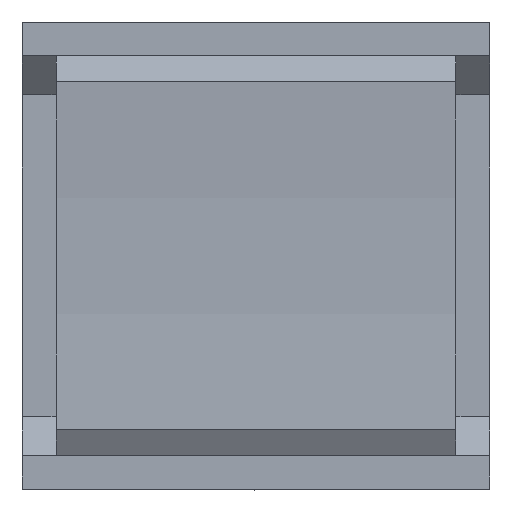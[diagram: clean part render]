
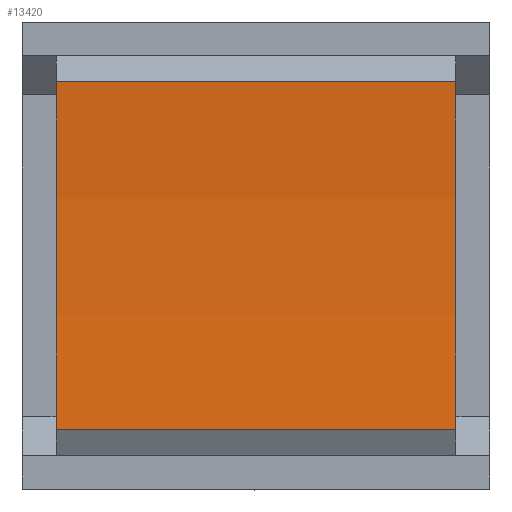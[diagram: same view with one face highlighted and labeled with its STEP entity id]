
A CAD part, top view. The second image highlights one B-rep face of the part: STEP entity #13420.
In plain terms, the highlighted cylindrical face has radius 74.967 mm (diameter 149.933 mm), a partial arc.
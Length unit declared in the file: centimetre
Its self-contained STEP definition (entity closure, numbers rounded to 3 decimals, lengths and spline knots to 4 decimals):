
#365=CYLINDRICAL_SURFACE('',#14453,7.4967);
#719=CIRCLE('',#14451,7.4967);
#720=CIRCLE('',#14454,7.4967);
#1402=FACE_OUTER_BOUND('',#2125,.T.);
#2125=EDGE_LOOP('',(#12212,#12213,#12214,#12215));
#3586=LINE('',#22573,#5049);
#3589=LINE('',#22581,#5052);
#5049=VECTOR('',#17939,1.);
#5052=VECTOR('',#17948,1.);
#6340=VERTEX_POINT('',#22569);
#6341=VERTEX_POINT('',#22571);
#6342=VERTEX_POINT('',#22575);
#6343=VERTEX_POINT('',#22579);
#8298=EDGE_CURVE('',#6341,#6340,#3586,.T.);
#8300=EDGE_CURVE('',#6342,#6341,#719,.T.);
#8302=EDGE_CURVE('',#6343,#6342,#3589,.T.);
#8303=EDGE_CURVE('',#6340,#6343,#720,.T.);
#12212=ORIENTED_EDGE('',*,*,#8303,.F.);
#12213=ORIENTED_EDGE('',*,*,#8298,.F.);
#12214=ORIENTED_EDGE('',*,*,#8300,.F.);
#12215=ORIENTED_EDGE('',*,*,#8302,.F.);
#13420=ADVANCED_FACE('',(#1402),#365,.F.);
#14451=AXIS2_PLACEMENT_3D('',#22577,#17943,#17944);
#14453=AXIS2_PLACEMENT_3D('',#22582,#17949,#17950);
#14454=AXIS2_PLACEMENT_3D('',#22583,#17951,#17952);
#17939=DIRECTION('',(1.,0.,0.));
#17943=DIRECTION('center_axis',(1.,0.,0.));
#17944=DIRECTION('ref_axis',(0.,0.089,-0.996));
#17948=DIRECTION('',(-1.,0.,0.));
#17949=DIRECTION('center_axis',(1.,0.,0.));
#17950=DIRECTION('ref_axis',(0.,0.089,-0.996));
#17951=DIRECTION('center_axis',(-1.,0.,0.));
#17952=DIRECTION('ref_axis',(0.,0.089,-0.996));
#22569=CARTESIAN_POINT('',(0.77,0.67,2.57));
#22571=CARTESIAN_POINT('',(-0.77,0.67,2.57));
#22573=CARTESIAN_POINT('',(-0.385,0.67,2.57));
#22575=CARTESIAN_POINT('',(-0.77,-0.67,2.57));
#22577=CARTESIAN_POINT('Origin',(-0.77,0.,10.0367));
#22579=CARTESIAN_POINT('',(0.77,-0.67,2.57));
#22581=CARTESIAN_POINT('',(0.385,-0.67,2.57));
#22582=CARTESIAN_POINT('Origin',(-0.77,0.,10.0367));
#22583=CARTESIAN_POINT('Origin',(0.77,0.,10.0367));
